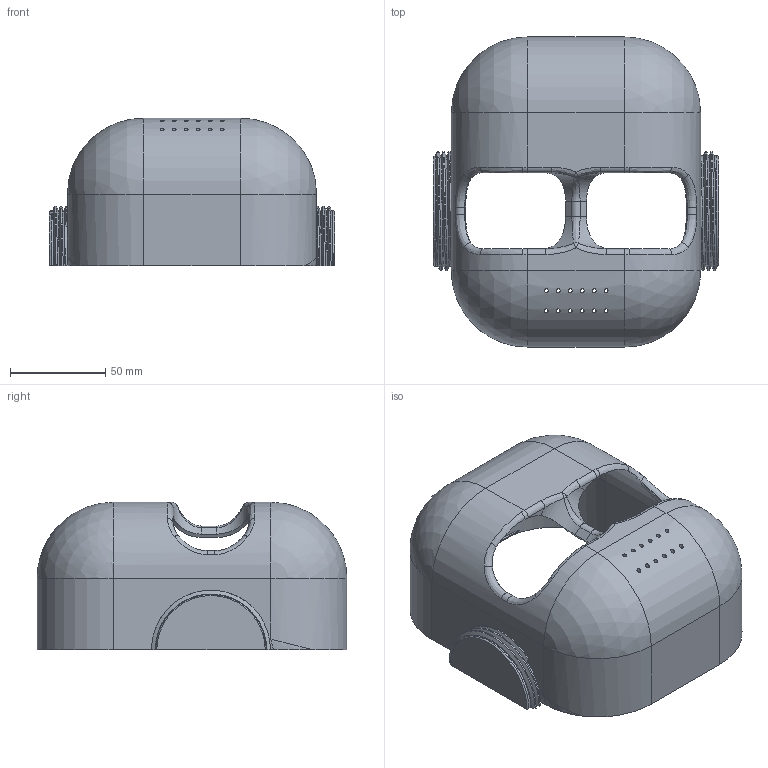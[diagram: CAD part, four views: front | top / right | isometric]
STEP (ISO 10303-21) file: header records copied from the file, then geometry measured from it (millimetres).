
FILE_DESCRIPTION(/* description */ (''),/* implementation_level */ '2;1');
FILE_NAME(/* name */ 'c652cea7-e05e-4449-afc6-96c1ed23a2e6.stp',/* time_stamp */ '2019-03-12T20:02:41+01:00',/* author */ (''),/* organization */ (''),/* preprocessor_version */ 'ST-DEVELOPER v17.2',/* originating_system */ 'Autodesk Translation Framework v7.6.0.251',/* authorisation */ '');
FILE_SCHEMA (('AUTOMOTIVE_DESIGN { 1 0 10303 214 3 1 1 }'));
Length unit declared in the file: millimetre
Products named in the file (1): Front
Bounding box: 150 x 163 x 77.5 mm (x, y, z)
Volume: 97743.3 mm3; surface area: 98078.1 mm2
Topology: 1 solids, 1 shells, 239 faces, 658 edges, 408 vertices
Faces by surface type: cylinder 94, plane 59, bspline 56, torus 18, sphere 12
Full cylindrical faces by diameter (mm): 2 x12
Entity records: 14366 total; most frequent: CARTESIAN_POINT 8564, ORIENTED_EDGE 1292, DIRECTION 1084, EDGE_CURVE 646, AXIS2_PLACEMENT_3D 412, VERTEX_POINT 408, EDGE_LOOP 266, LINE 260
